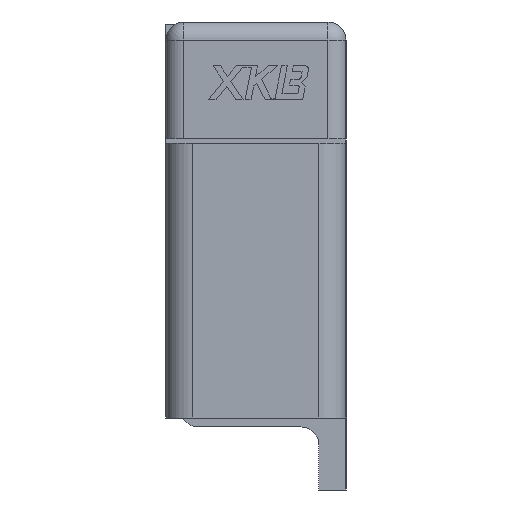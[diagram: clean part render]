
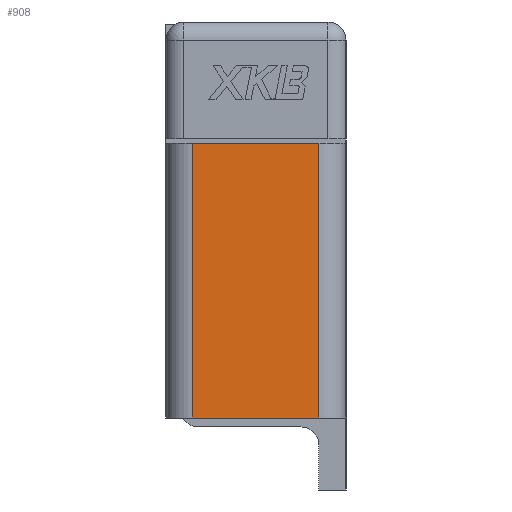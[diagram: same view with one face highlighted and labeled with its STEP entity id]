
A CAD part, left-side view. The second image highlights one B-rep face of the part: STEP entity #908.
In plain terms, the highlighted planar face has unit normal (-1, 0, 0).
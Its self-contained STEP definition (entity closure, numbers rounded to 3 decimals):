
#908=ADVANCED_FACE('',(#2642),#2643,.T.);
#2642=FACE_OUTER_BOUND('',#4380,.T.);
#2643=PLANE('',#4381);
#4380=EDGE_LOOP('',(#11814,#11815,#11816,#11817));
#4381=AXIS2_PLACEMENT_3D('',#11818,#11819,#11820);
#11814=ORIENTED_EDGE('',*,*,#12081,.T.);
#11815=ORIENTED_EDGE('',*,*,#14275,.F.);
#11816=ORIENTED_EDGE('',*,*,#12936,.T.);
#11817=ORIENTED_EDGE('',*,*,#14276,.T.);
#11818=CARTESIAN_POINT('',(-10.8,-1.0,-4.4));
#11819=DIRECTION('',(-1.0,0.0,0.0));
#11820=DIRECTION('',(0.0,0.0,1.0));
#12081=EDGE_CURVE('',#14736,#14734,#14737,.T.);
#12936=EDGE_CURVE('',#16083,#16081,#16084,.T.);
#14275=EDGE_CURVE('',#16083,#14734,#18272,.T.);
#14276=EDGE_CURVE('',#16081,#14736,#18273,.T.);
#14734=VERTEX_POINT('',#18872);
#14736=VERTEX_POINT('',#18874);
#14737=LINE('',#18875,#18876);
#16081=VERTEX_POINT('',#20947);
#16083=VERTEX_POINT('',#20949);
#16084=LINE('',#20950,#20951);
#18272=LINE('',#24193,#24194);
#18273=LINE('',#24195,#24196);
#18872=CARTESIAN_POINT('',(-10.8,0.7,-1.35));
#18874=CARTESIAN_POINT('',(-10.8,-0.7,-1.35));
#18875=CARTESIAN_POINT('',(-10.8,-0.7,-1.35));
#18876=VECTOR('',#24613,1.4);
#20947=CARTESIAN_POINT('',(-10.8,-0.7,-4.4));
#20949=CARTESIAN_POINT('',(-10.8,0.7,-4.4));
#20950=CARTESIAN_POINT('',(-10.8,0.7,-4.4));
#20951=VECTOR('',#25722,1.4);
#24193=CARTESIAN_POINT('',(-10.8,0.7,-4.4));
#24194=VECTOR('',#27629,3.05);
#24195=CARTESIAN_POINT('',(-10.8,-0.7,-4.4));
#24196=VECTOR('',#27630,3.05);
#24613=DIRECTION('',(0.0,1.0,0.0));
#25722=DIRECTION('',(0.0,-1.0,0.0));
#27629=DIRECTION('',(0.0,0.0,1.0));
#27630=DIRECTION('',(0.0,0.0,1.0));
